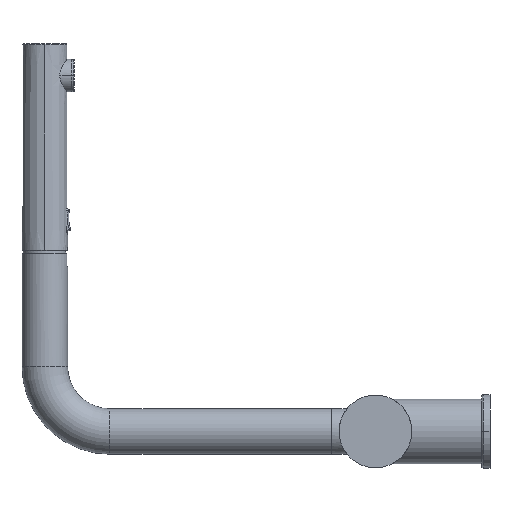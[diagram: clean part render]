
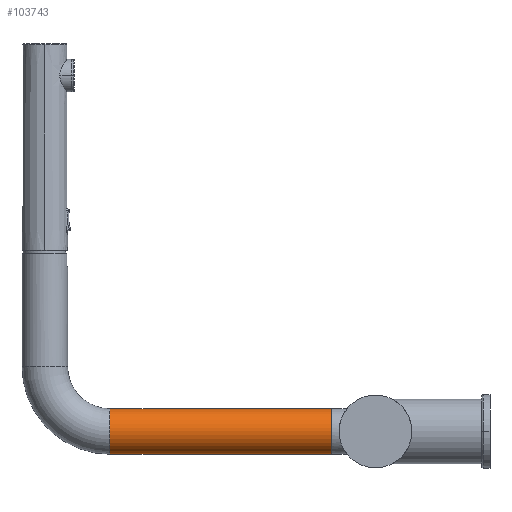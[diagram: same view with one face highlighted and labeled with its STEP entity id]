
A CAD part, left-side view. The second image highlights one B-rep face of the part: STEP entity #103743.
In plain terms, the highlighted cylindrical face has radius 14 mm (diameter 28 mm), a partial arc.
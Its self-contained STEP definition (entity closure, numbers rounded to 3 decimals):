
#96256=DIRECTION('',(0.,1.,0.));
#96257=VECTOR('',#96256,136.);
#96258=CARTESIAN_POINT('',(0.,27.05,14.));
#96259=LINE('',#96258,#96257);
#96265=CARTESIAN_POINT('',(0.,27.05,0.));
#96266=DIRECTION('',(0.,1.,0.));
#96267=DIRECTION('',(0.,0.,-1.));
#96268=AXIS2_PLACEMENT_3D('',#96265,#96266,#96267);
#96280=DIRECTION('',(0.,1.,0.));
#96281=VECTOR('',#96280,136.);
#96282=CARTESIAN_POINT('',(0.,27.05,-14.));
#96283=LINE('',#96282,#96281);
#96284=CARTESIAN_POINT('',(0.,163.05,0.));
#96285=DIRECTION('',(0.,1.,0.));
#96286=DIRECTION('',(0.,0.,-1.));
#96287=AXIS2_PLACEMENT_3D('',#96284,#96285,#96286);
#100211=CARTESIAN_POINT('',(0.,27.05,14.));
#100212=CARTESIAN_POINT('',(0.,27.05,-14.));
#100213=VERTEX_POINT('',#100211);
#100214=VERTEX_POINT('',#100212);
#100215=CARTESIAN_POINT('',(0.,163.05,14.));
#100216=CARTESIAN_POINT('',(0.,163.05,-14.));
#100217=VERTEX_POINT('',#100215);
#100218=VERTEX_POINT('',#100216);
#103731=CARTESIAN_POINT('',(0.,27.05,0.));
#103732=DIRECTION('',(0.,1.,0.));
#103733=DIRECTION('',(0.,0.,1.));
#103734=AXIS2_PLACEMENT_3D('',#103731,#103732,#103733);
#103735=CYLINDRICAL_SURFACE('',#103734,14.);
#103736=ORIENTED_EDGE('',*,*,#103713,.F.);
#103737=ORIENTED_EDGE('',*,*,#103695,.T.);
#103739=ORIENTED_EDGE('',*,*,#103738,.T.);
#103740=ORIENTED_EDGE('',*,*,#103692,.F.);
#103741=EDGE_LOOP('',(#103736,#103737,#103739,#103740));
#103742=FACE_OUTER_BOUND('',#103741,.F.);
#103743=ADVANCED_FACE('',(#103742),#103735,.T.);
#96269=CIRCLE('',#96268,14.);
#96288=CIRCLE('',#96287,14.);
#103692=EDGE_CURVE('',#100213,#100217,#96259,.T.);
#103695=EDGE_CURVE('',#100214,#100218,#96283,.T.);
#103713=EDGE_CURVE('',#100214,#100213,#96269,.T.);
#103738=EDGE_CURVE('',#100218,#100217,#96288,.T.);
